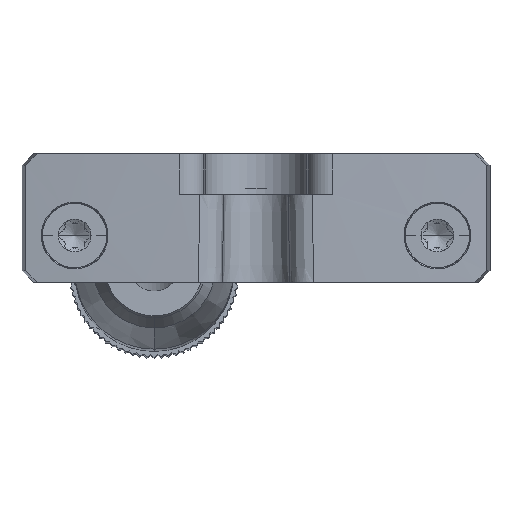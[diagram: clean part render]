
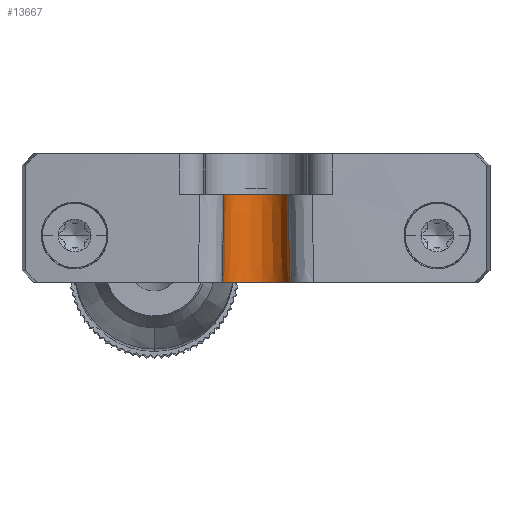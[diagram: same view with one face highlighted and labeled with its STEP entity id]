
A CAD part, front view. The second image highlights one B-rep face of the part: STEP entity #13667.
In plain terms, the highlighted conical face has half-angle 1 degrees and reference radius 2.75 mm.
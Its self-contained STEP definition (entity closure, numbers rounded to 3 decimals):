
#6101=AXIS2_PLACEMENT_3D('Circle Axis2P3D',#6099,#6100,$) ;
#6108=AXIS2_PLACEMENT_3D('Circle Axis2P3D',#6106,#6107,$) ;
#13631=AXIS2_PLACEMENT_3D('Cone Axis2P3D',#13628,#13629,#13630) ;
#13642=AXIS2_PLACEMENT_3D('Circle Axis2P3D',#13640,#13641,$) ;
#13649=AXIS2_PLACEMENT_3D('Circle Axis2P3D',#13647,#13648,$) ;
#6096=CARTESIAN_POINT('Vertex',(17.25,7.395,13.999)) ;
#6099=CARTESIAN_POINT('Axis2P3D Location',(20.,7.395,13.999)) ;
#6103=CARTESIAN_POINT('Vertex',(20.,10.145,13.999)) ;
#6106=CARTESIAN_POINT('Axis2P3D Location',(20.,7.395,13.999)) ;
#6110=CARTESIAN_POINT('Vertex',(22.75,7.395,13.999)) ;
#13628=CARTESIAN_POINT('Axis2P3D Location',(20.,7.395,13.999)) ;
#13633=CARTESIAN_POINT('Line Origine',(-43612.391,7.395,-2499526.465)) ;
#13637=CARTESIAN_POINT('Vertex',(17.119,7.395,6.499)) ;
#13640=CARTESIAN_POINT('Axis2P3D Location',(20.,7.395,6.499)) ;
#13644=CARTESIAN_POINT('Vertex',(20.,10.276,6.499)) ;
#13647=CARTESIAN_POINT('Axis2P3D Location',(20.,7.395,6.499)) ;
#13651=CARTESIAN_POINT('Vertex',(22.881,7.395,6.499)) ;
#13654=CARTESIAN_POINT('Line Origine',(43652.391,7.395,-2499526.465)) ;
#6100=DIRECTION('Axis2P3D Direction',(0.,0.,-1.)) ;
#6107=DIRECTION('Axis2P3D Direction',(0.,0.,-1.)) ;
#13629=DIRECTION('Axis2P3D Direction',(0.,0.,-1.)) ;
#13630=DIRECTION('Axis2P3D XDirection',(0.,-1.,0.)) ;
#13634=DIRECTION('Vector Direction',(-0.017,0.,-1.)) ;
#13641=DIRECTION('Axis2P3D Direction',(0.,0.,-1.)) ;
#13648=DIRECTION('Axis2P3D Direction',(0.,0.,-1.)) ;
#13655=DIRECTION('Vector Direction',(0.017,0.,-1.)) ;
#13635=VECTOR('Line Direction',#13634,1.) ;
#13656=VECTOR('Line Direction',#13655,1.) ;
#13660=ORIENTED_EDGE('',*,*,#6105,.F.) ;
#13661=ORIENTED_EDGE('',*,*,#13639,.F.) ;
#13662=ORIENTED_EDGE('',*,*,#13646,.F.) ;
#13663=ORIENTED_EDGE('',*,*,#13653,.F.) ;
#13664=ORIENTED_EDGE('',*,*,#13658,.T.) ;
#13665=ORIENTED_EDGE('',*,*,#6112,.F.) ;
#13667=ADVANCED_FACE('Hauptk\X2\00F6\X0\rper',(#13666),#13632,.F.) ;
#6102=CIRCLE('generated circle',#6101,2.75) ;
#6109=CIRCLE('generated circle',#6108,2.75) ;
#13643=CIRCLE('generated circle',#13642,2.881) ;
#13650=CIRCLE('generated circle',#13649,2.881) ;
#13632=CONICAL_SURFACE('Cone',#13631,2.75,0.017) ;
#6105=EDGE_CURVE('',#6097,#6104,#6102,.T.) ;
#6112=EDGE_CURVE('',#6104,#6111,#6109,.T.) ;
#13639=EDGE_CURVE('',#13638,#6097,#13636,.F.) ;
#13646=EDGE_CURVE('',#13645,#13638,#13643,.F.) ;
#13653=EDGE_CURVE('',#13652,#13645,#13650,.F.) ;
#13658=EDGE_CURVE('',#13652,#6111,#13657,.F.) ;
#13659=EDGE_LOOP('',(#13660,#13661,#13662,#13663,#13664,#13665)) ;
#13666=FACE_OUTER_BOUND('',#13659,.T.) ;
#13636=LINE('Line',#13633,#13635) ;
#13657=LINE('Line',#13654,#13656) ;
#6097=VERTEX_POINT('',#6096) ;
#6104=VERTEX_POINT('',#6103) ;
#6111=VERTEX_POINT('',#6110) ;
#13638=VERTEX_POINT('',#13637) ;
#13645=VERTEX_POINT('',#13644) ;
#13652=VERTEX_POINT('',#13651) ;
